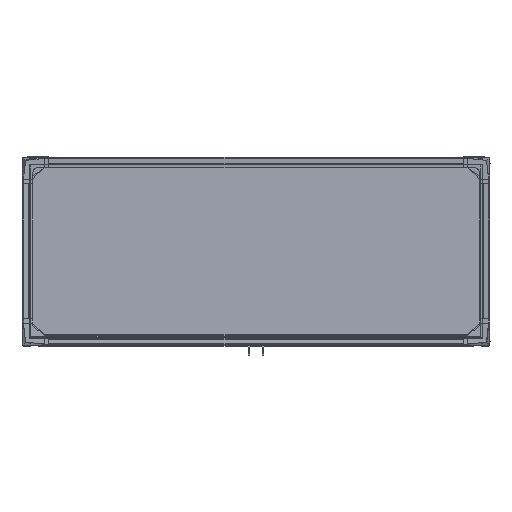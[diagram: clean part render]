
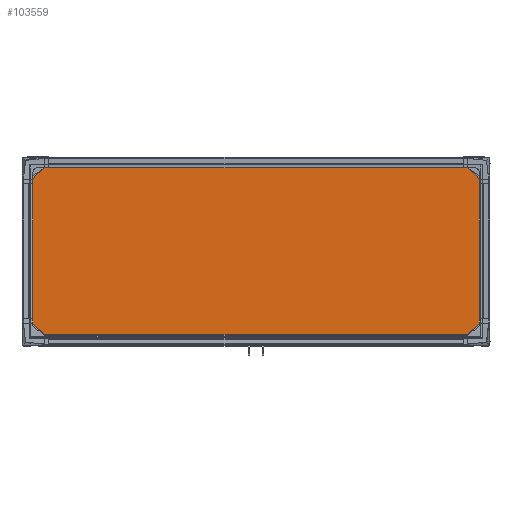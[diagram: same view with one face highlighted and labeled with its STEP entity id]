
A CAD part, top view. The second image highlights one B-rep face of the part: STEP entity #103559.
In plain terms, the highlighted planar face has unit normal (0, 0, 1).
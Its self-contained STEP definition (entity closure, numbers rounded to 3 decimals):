
#103559=ADVANCED_FACE('',(#105743),#143114,.T.);
#105743=FACE_OUTER_BOUND('',#107951,.T.);
#107951=EDGE_LOOP('',(#116033,#116034,#116035,#116036,#116037));
#116033=ORIENTED_EDGE('',*,*,#122826,.T.);
#116034=ORIENTED_EDGE('',*,*,#122830,.T.);
#116035=ORIENTED_EDGE('',*,*,#122833,.T.);
#116036=ORIENTED_EDGE('',*,*,#122836,.T.);
#116037=ORIENTED_EDGE('',*,*,#122838,.T.);
#122826=EDGE_CURVE('',#140376,#140375,#126496,.T.);
#122830=EDGE_CURVE('',#140375,#140378,#126500,.T.);
#122833=EDGE_CURVE('',#140378,#140380,#126503,.T.);
#122836=EDGE_CURVE('',#140380,#140382,#126506,.T.);
#122838=EDGE_CURVE('',#140382,#140376,#126508,.T.);
#126496=B_SPLINE_CURVE_WITH_KNOTS('',1,(#227395,#227396),.UNSPECIFIED.,
 .F.,.F.,(2,2),(-2699.303,-2657.752),.UNSPECIFIED.);
#126500=B_SPLINE_CURVE_WITH_KNOTS('',1,(#227405,#227406,#227407,#227408),
 .UNSPECIFIED.,.F.,.F.,(2,1,1,2),(-2657.752,-2616.202,-2325.51,
-2283.96),.UNSPECIFIED.);
#126503=B_SPLINE_CURVE_WITH_KNOTS('',1,(#227415,#227416,#227417,#227418),
 .UNSPECIFIED.,.F.,.F.,(2,1,1,2),(-2283.96,-2242.41,-1349.651,
-1308.101),.UNSPECIFIED.);
#126506=B_SPLINE_CURVE_WITH_KNOTS('',1,(#227425,#227426,#227427,#227428),
 .UNSPECIFIED.,.F.,.F.,(2,1,1,2),(-1308.101,-1266.551,-975.859,
-934.309),.UNSPECIFIED.);
#126508=B_SPLINE_CURVE_WITH_KNOTS('',1,(#227432,#227433,#227434),
 .UNSPECIFIED.,.F.,.F.,(2,1,2),(-934.309,-892.758,0.),
 .UNSPECIFIED.);
#140375=VERTEX_POINT('',#227383);
#140376=VERTEX_POINT('',#227384);
#140378=VERTEX_POINT('',#227386);
#140380=VERTEX_POINT('',#227388);
#140382=VERTEX_POINT('',#227390);
#143114=PLANE('',#143766);
#143766=AXIS2_PLACEMENT_3D('',#227380,#144403,$);
#144403=DIRECTION('',(0.,0.,1.));
#227380=CARTESIAN_POINT('',(-610.115,-33.798,882.993));
#227383=CARTESIAN_POINT('',(487.727,12.926,882.993));
#227384=CARTESIAN_POINT('',(446.176,12.926,882.993));
#227386=CARTESIAN_POINT('',(487.727,386.718,882.993));
#227388=CARTESIAN_POINT('',(-488.132,386.718,882.993));
#227390=CARTESIAN_POINT('',(-488.132,12.926,882.993));
#227395=CARTESIAN_POINT('',(446.176,12.926,882.993));
#227396=CARTESIAN_POINT('',(487.727,12.926,882.993));
#227405=CARTESIAN_POINT('',(487.727,12.926,882.993));
#227406=CARTESIAN_POINT('',(487.727,54.476,882.993));
#227407=CARTESIAN_POINT('',(487.727,345.168,882.993));
#227408=CARTESIAN_POINT('',(487.727,386.718,882.993));
#227415=CARTESIAN_POINT('',(487.727,386.718,882.993));
#227416=CARTESIAN_POINT('',(446.176,386.718,882.993));
#227417=CARTESIAN_POINT('',(-446.582,386.718,882.993));
#227418=CARTESIAN_POINT('',(-488.132,386.718,882.993));
#227425=CARTESIAN_POINT('',(-488.132,386.718,882.993));
#227426=CARTESIAN_POINT('',(-488.132,345.168,882.993));
#227427=CARTESIAN_POINT('',(-488.132,54.476,882.993));
#227428=CARTESIAN_POINT('',(-488.132,12.926,882.993));
#227432=CARTESIAN_POINT('',(-488.132,12.926,882.993));
#227433=CARTESIAN_POINT('',(-446.582,12.926,882.993));
#227434=CARTESIAN_POINT('',(446.176,12.926,882.993));
